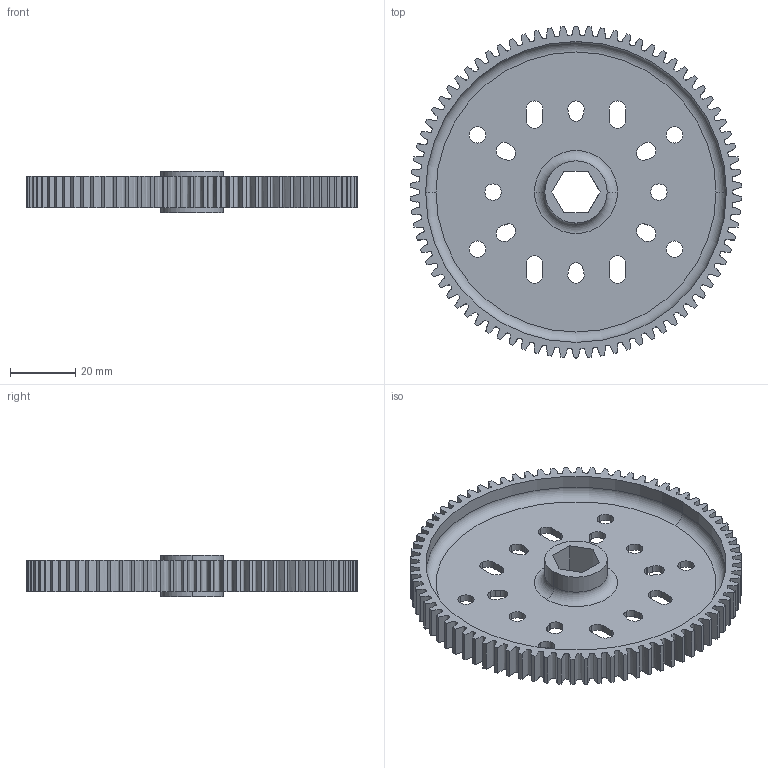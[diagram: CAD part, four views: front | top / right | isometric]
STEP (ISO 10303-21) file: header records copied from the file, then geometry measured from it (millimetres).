
FILE_DESCRIPTION (( 'STEP AP214' ), '1' );
FILE_NAME ('WCP-1436 Rev1.step', '2024-01-26T20:56:03', ( '' ), ( '' ), 'SwSTEP 2.0', 'SolidWorks 2022', '' );
FILE_SCHEMA (( 'AUTOMOTIVE_DESIGN' ));
Length unit declared in the file: inch
Products named in the file (1): WCP-1436 Rev1
Bounding box: 101.56 x 101.6 x 12.65 mm (x, y, z)
Volume: 28217.8 mm3; surface area: 23754.9 mm2
Topology: 1 solids, 1 shells, 382 faces, 1079 edges, 718 vertices
Faces by surface type: plane 130, cylinder 126, bspline 122, torus 4
Entity records: 35279 total; most frequent: CARTESIAN_POINT 25854, ORIENTED_EDGE 2158, DIRECTION 1617, EDGE_CURVE 1079, VERTEX_POINT 718, VECTOR 575, LINE 575, AXIS2_PLACEMENT_3D 521
